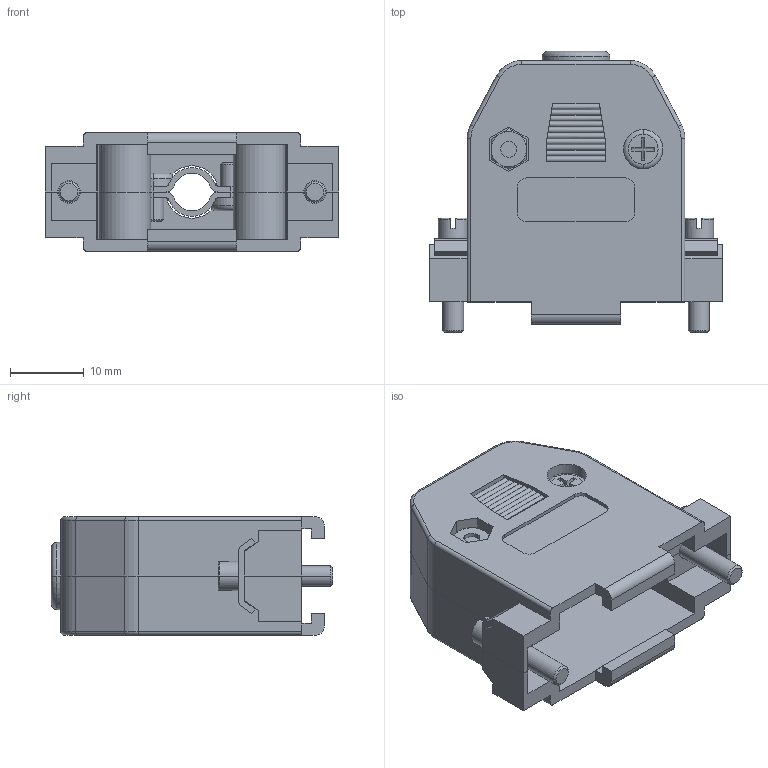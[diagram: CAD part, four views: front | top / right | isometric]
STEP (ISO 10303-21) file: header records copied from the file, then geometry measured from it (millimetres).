
FILE_DESCRIPTION (( 'STEP AP203' ), '1' );
FILE_NAME ('SDC15G.STEP', '2010-09-14T20:59:48', ( 'x' ), ( 'Microsoft' ), 'SwSTEP 2.0', 'SolidWorks 2010', '' );
FILE_SCHEMA (( 'CONFIG_CONTROL_DESIGN' ));
Length unit declared in the file: inch
Products named in the file (8): SDC15G-MA2; SDC9G-MA3; 3AA10-003; 3AA01-009_3AA01-009-500; 3AA01-003_3AA01-003-437; 3AA01-003_3AA01-003-187; SDC15G; 3AA02-005
Assembly tree (14 placements, depth 2):
  SDC15G
    3AA10-003  x2
    3AA01-009_3AA01-009-500  x2
    SDC15G-MA2  x2
    SDC9G-MA3  x2
    3AA02-005  x2
    3AA01-003_3AA01-003-437  x2
    3AA01-003_3AA01-003-187  x2
Bounding box: 39.73 x 38.07 x 16.05 mm (x, y, z)
Volume: 6531.8 mm3; surface area: 9907.6 mm2
Topology: 14 solids, 14 shells, 494 faces, 1222 edges, 782 vertices
Faces by surface type: plane 256, cylinder 158, cone 56, torus 24
Entity records: 8556 total; most frequent: CARTESIAN_POINT 1544, DIRECTION 1278, ORIENTED_EDGE 1222, EDGE_CURVE 611, AXIS2_PLACEMENT_3D 459, VERTEX_POINT 391, VECTOR 360, LINE 360
